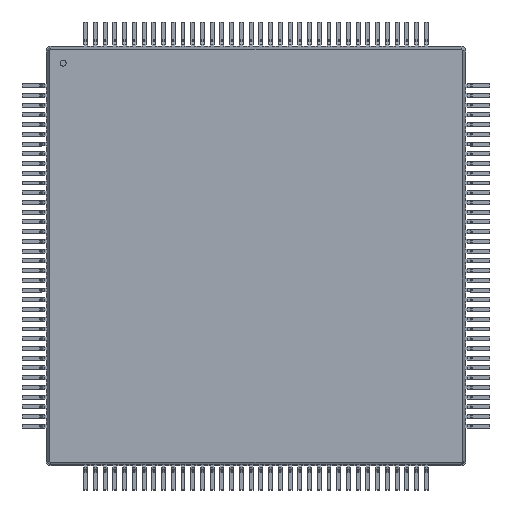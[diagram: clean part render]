
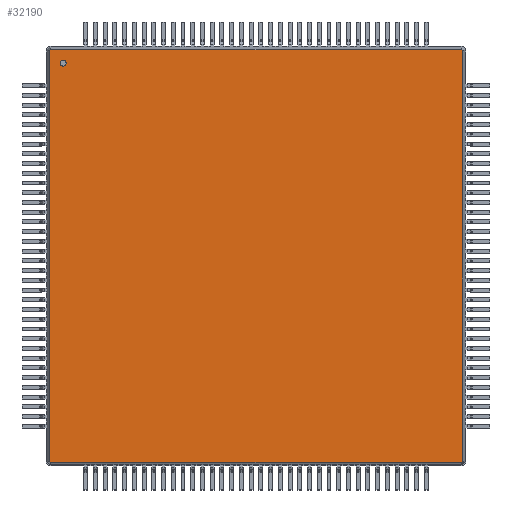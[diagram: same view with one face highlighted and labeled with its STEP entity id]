
A CAD part, top view. The second image highlights one B-rep face of the part: STEP entity #32190.
In plain terms, the highlighted planar face has unit normal (0, 0, 1).
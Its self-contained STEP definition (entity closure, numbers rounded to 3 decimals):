
#27=VECTOR('',#28,1.);
#28=DIRECTION('',(1.,0.,0.));
#339=VECTOR('',#340,1.);
#340=DIRECTION('',(0.707,-0.707,0.));
#346=VECTOR('',#347,1.);
#347=DIRECTION('',(0.,-1.,0.));
#353=VECTOR('',#354,1.);
#354=DIRECTION('',(-0.707,-0.707,0.));
#360=VECTOR('',#361,1.);
#361=DIRECTION('',(-1.,0.,0.));
#367=VECTOR('',#368,1.);
#368=DIRECTION('',(-0.707,0.707,0.));
#374=VECTOR('',#375,1.);
#375=DIRECTION('',(0.,1.,0.));
#379=VECTOR('',#380,1.);
#380=DIRECTION('',(0.707,0.707,0.));
#2890=DIRECTION('',(0.,0.,-1.));
#12680=VERTEX_POINT('',#12681);
#12681=CARTESIAN_POINT('',(-13.776,13.713,1.6));
#12684=EDGE_CURVE('',#12685,#12680,#12687,.T.);
#12685=VERTEX_POINT('',#12686);
#12686=CARTESIAN_POINT('',(-13.776,-13.713,1.6));
#12687=LINE('',#12686,#374);
#12698=VERTEX_POINT('',#12699);
#12699=CARTESIAN_POINT('',(-13.713,13.776,1.6));
#12702=EDGE_CURVE('',#12680,#12698,#12703,.T.);
#12703=LINE('',#12681,#379);
#12820=VERTEX_POINT('',#12821);
#12821=CARTESIAN_POINT('',(13.713,13.776,1.6));
#12824=EDGE_CURVE('',#12698,#12820,#12825,.T.);
#12825=LINE('',#12699,#27);
#16076=VERTEX_POINT('',#16077);
#16077=CARTESIAN_POINT('',(13.776,13.713,1.6));
#16080=EDGE_CURVE('',#12820,#16076,#16081,.T.);
#16081=LINE('',#12821,#339);
#16378=VERTEX_POINT('',#16379);
#16379=CARTESIAN_POINT('',(13.776,-13.713,1.6));
#16382=EDGE_CURVE('',#16076,#16378,#16383,.T.);
#16383=LINE('',#16077,#346);
#32190=ADVANCED_FACE('',(#32191,#32211),#32221,.F.);
#32191=FACE_BOUND('',#32192,.F.);
#32192=EDGE_LOOP('',(#32193,#32194,#32195,#32196,#32201,#32206,#32209,#32210));
#32193=ORIENTED_EDGE('',*,*,#12824,.T.);
#32194=ORIENTED_EDGE('',*,*,#16080,.T.);
#32195=ORIENTED_EDGE('',*,*,#16382,.T.);
#32196=ORIENTED_EDGE('',*,*,#32197,.T.);
#32197=EDGE_CURVE('',#16378,#32198,#32200,.T.);
#32198=VERTEX_POINT('',#32199);
#32199=CARTESIAN_POINT('',(13.713,-13.776,1.6));
#32200=LINE('',#16379,#353);
#32201=ORIENTED_EDGE('',*,*,#32202,.T.);
#32202=EDGE_CURVE('',#32198,#32203,#32205,.T.);
#32203=VERTEX_POINT('',#32204);
#32204=CARTESIAN_POINT('',(-13.713,-13.776,1.6));
#32205=LINE('',#32199,#360);
#32206=ORIENTED_EDGE('',*,*,#32207,.T.);
#32207=EDGE_CURVE('',#32203,#12685,#32208,.T.);
#32208=LINE('',#32204,#367);
#32209=ORIENTED_EDGE('',*,*,#12684,.T.);
#32210=ORIENTED_EDGE('',*,*,#12702,.T.);
#32211=FACE_BOUND('',#32212,.F.);
#32212=EDGE_LOOP('',(#32213));
#32213=ORIENTED_EDGE('',*,*,#32214,.F.);
#32214=EDGE_CURVE('',#32215,#32215,#32217,.T.);
#32215=VERTEX_POINT('',#32216);
#32216=CARTESIAN_POINT('',(-12.876,12.676,1.6));
#32217=CIRCLE('',#32218,0.2);
#32218=AXIS2_PLACEMENT_3D('',#32219,#32220,#347);
#32219=CARTESIAN_POINT('',(-12.876,12.876,1.6));
#32220=DIRECTION('',(0.,-0.,-1.));
#32221=PLANE('',#32222);
#32222=AXIS2_PLACEMENT_3D('',#12699,#2890,#32223);
#32223=DIRECTION('',(0.705,-0.709,0.));
